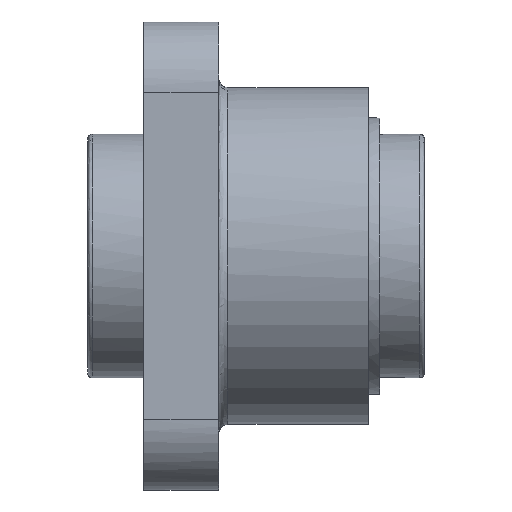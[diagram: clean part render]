
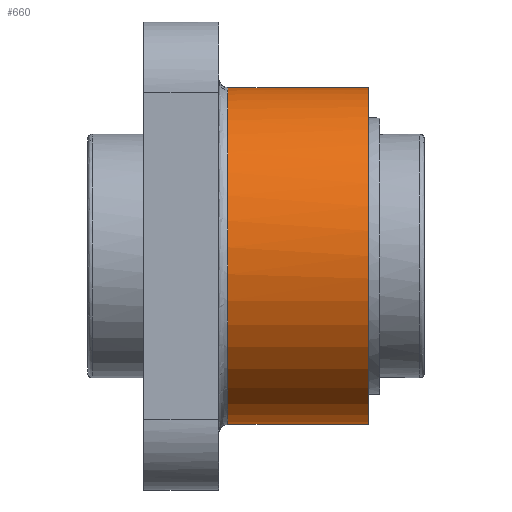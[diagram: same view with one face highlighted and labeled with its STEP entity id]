
A CAD part, front view. The second image highlights one B-rep face of the part: STEP entity #660.
In plain terms, the highlighted free-form (B-spline) face has degree [3, 1] with [7, 2] control points.
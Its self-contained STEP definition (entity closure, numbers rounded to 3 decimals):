
#10 = CARTESIAN_POINT ('', (15., 0., -18.));
#20 = VERTEX_POINT ('', #10);
#30 = CARTESIAN_POINT ('', (15., 0., -18.));
#40 = CARTESIAN_POINT ('', (15., -36., -18.));
#50 = CARTESIAN_POINT ('', (15., -36., 18.));
#60 = CARTESIAN_POINT ('', (15., 0., 18.));
#70 = CARTESIAN_POINT ('', (15., 36., 18.));
#80 = CARTESIAN_POINT ('', (15., 36., -18.));
#90 = CARTESIAN_POINT ('', (15., 0., -18.));
#100 = (
   BOUNDED_CURVE ()
   B_SPLINE_CURVE (3, (#30, #40, #50, #60, #70, #80, #90), .UNSPECIFIED., .T., .U.)
   B_SPLINE_CURVE_WITH_KNOTS ((4, 3, 4), (0., 0.5, 1.), .UNSPECIFIED.)
   CURVE ()
   GEOMETRIC_REPRESENTATION_ITEM ()
   RATIONAL_B_SPLINE_CURVE ((0.957, 0.319, 0.319, 0.957, 0.319, 0.319, 0.957))
   REPRESENTATION_ITEM ('')
);
#110 = EDGE_CURVE ('', #20, #20, #100, .T.);
#120 = ORIENTED_EDGE ('', *, *, #110, .F.);
#130 = CARTESIAN_POINT ('', (30., 0., -18.));
#140 = VERTEX_POINT ('', #130);
#150 = CARTESIAN_POINT ('', (15., 0., -18.));
#160 = CARTESIAN_POINT ('', (30., 0., -18.));
#170 = B_SPLINE_CURVE_WITH_KNOTS ('', 1, (#150, #160), .UNSPECIFIED., .F., .U., (2, 2), (0., 1.), .UNSPECIFIED.);
#180 = EDGE_CURVE ('', #20, #140, #170, .T.);
#190 = ORIENTED_EDGE ('', *, *, #180, .T.);
#200 = CARTESIAN_POINT ('', (30., -18., 0.));
#210 = VERTEX_POINT ('', #200);
#220 = CARTESIAN_POINT ('', (30., 0., -18.));
#230 = CARTESIAN_POINT ('', (30., -9., -18.));
#240 = CARTESIAN_POINT ('', (30., -18., -12.));
#250 = CARTESIAN_POINT ('', (30., -18., 0.));
#260 = (
   BOUNDED_CURVE ()
   B_SPLINE_CURVE (3, (#220, #230, #240, #250), .UNSPECIFIED., .F., .U.)
   B_SPLINE_CURVE_WITH_KNOTS ((4, 4), (0., 1.), .UNSPECIFIED.)
   CURVE ()
   GEOMETRIC_REPRESENTATION_ITEM ()
   RATIONAL_B_SPLINE_CURVE ((1., 0.667, 0.5, 0.5))
   REPRESENTATION_ITEM ('')
);
#270 = EDGE_CURVE ('', #140, #210, #260, .T.);
#280 = ORIENTED_EDGE ('', *, *, #270, .T.);
#290 = CARTESIAN_POINT ('', (30., 18., 0.));
#300 = VERTEX_POINT ('', #290);
#310 = CARTESIAN_POINT ('', (30., -18., 0.));
#320 = CARTESIAN_POINT ('', (30., -18., 12.));
#330 = CARTESIAN_POINT ('', (30., -9., 18.));
#340 = CARTESIAN_POINT ('', (30., 0., 18.));
#350 = CARTESIAN_POINT ('', (30., 9., 18.));
#360 = CARTESIAN_POINT ('', (30., 18., 12.));
#370 = CARTESIAN_POINT ('', (30., 18., 0.));
#380 = (
   BOUNDED_CURVE ()
   B_SPLINE_CURVE (3, (#310, #320, #330, #340, #350, #360, #370), .UNSPECIFIED., .F., .U.)
   B_SPLINE_CURVE_WITH_KNOTS ((4, 3, 4), (0., 0.5, 1.), .UNSPECIFIED.)
   CURVE ()
   GEOMETRIC_REPRESENTATION_ITEM ()
   RATIONAL_B_SPLINE_CURVE ((0.5, 0.5, 0.667, 1., 0.667, 0.5, 0.5))
   REPRESENTATION_ITEM ('')
);
#390 = EDGE_CURVE ('', #210, #300, #380, .T.);
#400 = ORIENTED_EDGE ('', *, *, #390, .T.);
#410 = CARTESIAN_POINT ('', (30., 18., 0.));
#420 = CARTESIAN_POINT ('', (30., 18., -12.));
#430 = CARTESIAN_POINT ('', (30., 9., -18.));
#440 = CARTESIAN_POINT ('', (30., 0., -18.));
#450 = (
   BOUNDED_CURVE ()
   B_SPLINE_CURVE (3, (#410, #420, #430, #440), .UNSPECIFIED., .F., .U.)
   B_SPLINE_CURVE_WITH_KNOTS ((4, 4), (0., 1.), .UNSPECIFIED.)
   CURVE ()
   GEOMETRIC_REPRESENTATION_ITEM ()
   RATIONAL_B_SPLINE_CURVE ((0.5, 0.5, 0.667, 1.))
   REPRESENTATION_ITEM ('')
);
#460 = EDGE_CURVE ('', #300, #140, #450, .T.);
#470 = ORIENTED_EDGE ('', *, *, #460, .T.);
#480 = ORIENTED_EDGE ('', *, *, #180, .F.);
#490 = EDGE_LOOP ('', (#120, #190, #280, #400, #470, #480));
#500 = FACE_OUTER_BOUND ('', #490, .T.);
#510 = CARTESIAN_POINT ('', (13.5, 0., -18.));
#520 = CARTESIAN_POINT ('', (31.5, 0., -18.));
#530 = CARTESIAN_POINT ('', (13.5, 36., -18.));
#540 = CARTESIAN_POINT ('', (31.5, 36., -18.));
#550 = CARTESIAN_POINT ('', (13.5, 36., 18.));
#560 = CARTESIAN_POINT ('', (31.5, 36., 18.));
#570 = CARTESIAN_POINT ('', (13.5, 0., 18.));
#580 = CARTESIAN_POINT ('', (31.5, 0., 18.));
#590 = CARTESIAN_POINT ('', (13.5, -36., 18.));
#600 = CARTESIAN_POINT ('', (31.5, -36., 18.));
#610 = CARTESIAN_POINT ('', (13.5, -36., -18.));
#620 = CARTESIAN_POINT ('', (31.5, -36., -18.));
#630 = CARTESIAN_POINT ('', (13.5, 0., -18.));
#640 = CARTESIAN_POINT ('', (31.5, 0., -18.));
#650 = (
   BOUNDED_SURFACE ()
   B_SPLINE_SURFACE (3, 1, ((#510, #520), (#530, #540), (#550, #560), (#570, #580), (#590, #600), (#610, #620), (#630, #640)), .UNSPECIFIED., .T., .F., .U.)
   B_SPLINE_SURFACE_WITH_KNOTS ((4, 3, 4), (2, 2), (0., 0.5, 1.), (0., 1.), .UNSPECIFIED.)
   SURFACE ()
   GEOMETRIC_REPRESENTATION_ITEM ()
   RATIONAL_B_SPLINE_SURFACE (((1., 1.), (0.333, 0.333), (0.333, 0.333), (1., 1.), (0.333, 0.333), (0.333, 0.333), (1., 1.)))
   REPRESENTATION_ITEM ('')
);
#660 = ADVANCED_FACE ('', (#500), #650, .T.);
